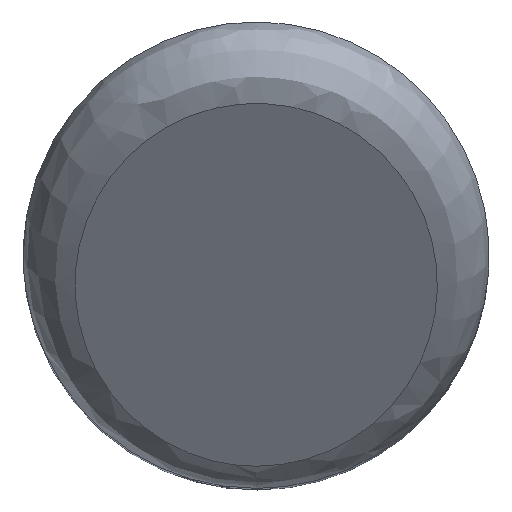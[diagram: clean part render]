
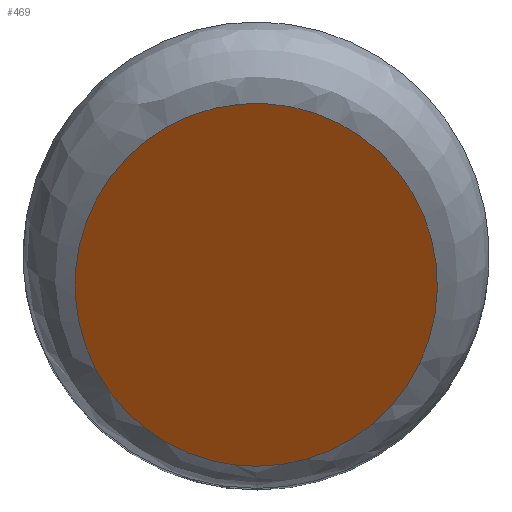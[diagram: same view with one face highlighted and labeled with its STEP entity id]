
A CAD part, top view. The second image highlights one B-rep face of the part: STEP entity #469.
In plain terms, the highlighted planar face has unit normal (0, -0.574, 0.819).
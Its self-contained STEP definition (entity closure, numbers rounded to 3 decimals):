
#453=CARTESIAN_POINT('',(0.,0.,25.));
#454=DIRECTION('',(0.,-0.574,0.819));
#455=DIRECTION('',(1.,0.,0.));
#456=AXIS2_PLACEMENT_3D('',#453,#454,#455);
#457=PLANE('',#456);
#458=CARTESIAN_POINT('',(-0.,-4.074,22.148));
#459=VERTEX_POINT('',#458);
#460=CARTESIAN_POINT('',(0.,-0.574,24.598));
#461=DIRECTION('',(0.,-0.574,0.819));
#462=DIRECTION('',(0.,-0.819,-0.574));
#463=AXIS2_PLACEMENT_3D('',#460,#461,#462);
#464=ELLIPSE('',#463,4.273,3.5);
#465=EDGE_CURVE('',#459,#459,#464,.T.);
#466=ORIENTED_EDGE('',*,*,#465,.T.);
#467=EDGE_LOOP('',(#466));
#468=FACE_BOUND('',#467,.T.);
#469=ADVANCED_FACE('',(#468),#457,.T.);
